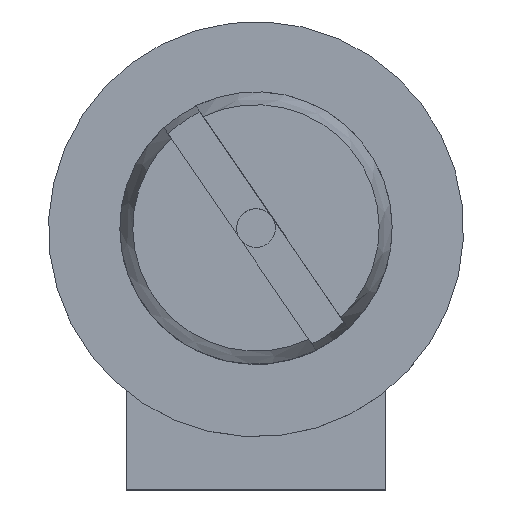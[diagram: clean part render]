
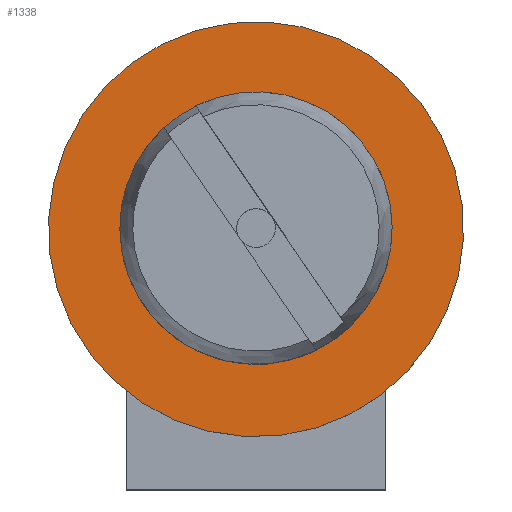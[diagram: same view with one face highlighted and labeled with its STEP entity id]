
A CAD part, top view. The second image highlights one B-rep face of the part: STEP entity #1338.
In plain terms, the highlighted planar face has unit normal (0, 0, 1).
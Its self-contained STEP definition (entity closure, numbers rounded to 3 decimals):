
#79=FACE_BOUND('',#305,.T.);
#139=PLANE('',#1565);
#213=FACE_OUTER_BOUND('',#304,.T.);
#304=EDGE_LOOP('',(#1175));
#305=EDGE_LOOP('',(#1176));
#565=CIRCLE('',#1554,2.75);
#570=CIRCLE('',#1564,8.);
#673=VERTEX_POINT('',#2325);
#678=VERTEX_POINT('',#2343);
#836=EDGE_CURVE('',#673,#673,#565,.T.);
#843=EDGE_CURVE('',#678,#678,#570,.T.);
#1175=ORIENTED_EDGE('',*,*,#843,.T.);
#1176=ORIENTED_EDGE('',*,*,#836,.T.);
#1338=ADVANCED_FACE('',(#213,#79),#139,.T.);
#1554=AXIS2_PLACEMENT_3D('',#2327,#1912,#1913);
#1564=AXIS2_PLACEMENT_3D('',#2344,#1934,#1935);
#1565=AXIS2_PLACEMENT_3D('',#2346,#1937,#1938);
#1912=DIRECTION('center_axis',(0.,0.,-1.));
#1913=DIRECTION('ref_axis',(1.,0.,0.));
#1934=DIRECTION('center_axis',(0.,0.,1.));
#1935=DIRECTION('ref_axis',(-1.,0.,0.));
#1937=DIRECTION('center_axis',(0.,0.,1.));
#1938=DIRECTION('ref_axis',(1.,0.,0.));
#2325=CARTESIAN_POINT('',(2.75,0.,45.5));
#2327=CARTESIAN_POINT('Origin',(0.,0.,45.5));
#2343=CARTESIAN_POINT('',(8.,0.,45.5));
#2344=CARTESIAN_POINT('Origin',(0.,0.,45.5));
#2346=CARTESIAN_POINT('Origin',(0.,0.,
45.5));
